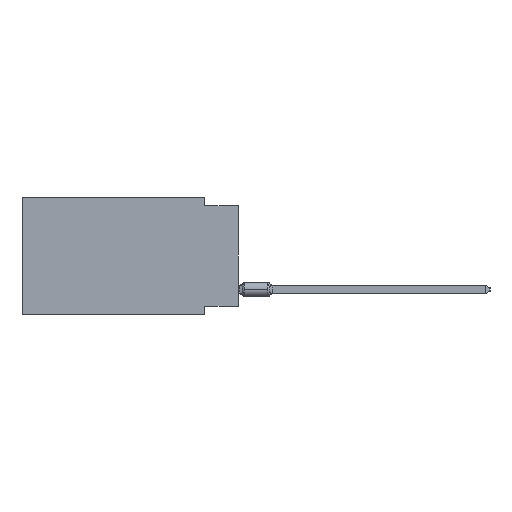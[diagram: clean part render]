
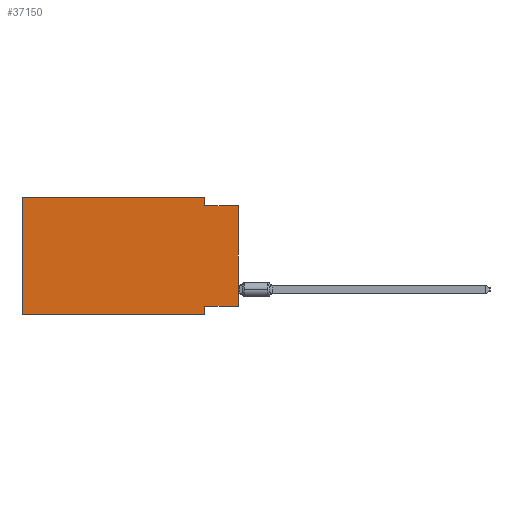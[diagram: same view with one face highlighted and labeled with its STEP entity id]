
A CAD part, left-side view. The second image highlights one B-rep face of the part: STEP entity #37150.
In plain terms, the highlighted planar face has unit normal (-1, 0, 0).
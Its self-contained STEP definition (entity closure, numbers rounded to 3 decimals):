
#1590 = LINE ( 'NONE', #27679, #84148 ) ;
#2421 = LINE ( 'NONE', #61390, #76782 ) ;
#4555 = EDGE_CURVE ( 'NONE', #42143, #47731, #46427, .T. ) ;
#6863 = CARTESIAN_POINT ( 'NONE',  ( 0., 2.54, 0. ) ) ;
#8282 = EDGE_CURVE ( 'NONE', #15419, #42143, #73096, .T. ) ;
#9020 = ORIENTED_EDGE ( 'NONE', *, *, #4555, .F. ) ;
#11307 = ORIENTED_EDGE ( 'NONE', *, *, #52034, .F. ) ;
#12123 = CARTESIAN_POINT ( 'NONE',  ( 0., 0., 0. ) ) ;
#12455 = VERTEX_POINT ( 'NONE', #32496 ) ;
#14116 = VECTOR ( 'NONE', #43100, 1000. ) ;
#14846 = CARTESIAN_POINT ( 'NONE',  ( 0., 2.54, 0. ) ) ;
#15167 = CARTESIAN_POINT ( 'NONE',  ( 0., 16.383, 0. ) ) ;
#15419 = VERTEX_POINT ( 'NONE', #14846 ) ;
#16032 = EDGE_CURVE ( 'NONE', #31133, #12455, #51436, .T. ) ;
#16781 = VECTOR ( 'NONE', #84014, 1000. ) ;
#19513 = ORIENTED_EDGE ( 'NONE', *, *, #8282, .F. ) ;
#22336 = CARTESIAN_POINT ( 'NONE',  ( 0., 16.383, -8.89 ) ) ;
#23941 = ORIENTED_EDGE ( 'NONE', *, *, #34248, .F. ) ;
#24060 = VECTOR ( 'NONE', #45773, 1000. ) ;
#25423 = EDGE_CURVE ( 'NONE', #27746, #56394, #1590, .T. ) ;
#27679 = CARTESIAN_POINT ( 'NONE',  ( 0., 16.383, -8.89 ) ) ;
#27746 = VERTEX_POINT ( 'NONE', #22336 ) ;
#28522 = DIRECTION ( 'NONE',  ( 0., 0., -1. ) ) ;
#29026 = LINE ( 'NONE', #69562, #14116 ) ;
#30375 = ORIENTED_EDGE ( 'NONE', *, *, #25423, .T. ) ;
#30960 = CARTESIAN_POINT ( 'NONE',  ( 0., 0., -8.255 ) ) ;
#31133 = VERTEX_POINT ( 'NONE', #30960 ) ;
#32496 = CARTESIAN_POINT ( 'NONE',  ( 0., 2.54, -8.255 ) ) ;
#32637 = LINE ( 'NONE', #12123, #71577 ) ;
#33061 = DIRECTION ( 'NONE',  ( 0., 0., 1. ) ) ;
#33714 = FACE_OUTER_BOUND ( 'NONE', #49946, .T. ) ;
#34248 = EDGE_CURVE ( 'NONE', #12455, #56394, #2421, .T. ) ;
#36120 = EDGE_CURVE ( 'NONE', #31133, #47731, #32637, .T. ) ;
#37150 = ADVANCED_FACE ( 'NONE', ( #33714 ), #60180, .F. ) ;
#40118 = DIRECTION ( 'NONE',  ( 0., 0., -1. ) ) ;
#42143 = VERTEX_POINT ( 'NONE', #47310 ) ;
#43100 = DIRECTION ( 'NONE',  ( 0., -1., 0. ) ) ;
#44332 = VECTOR ( 'NONE', #62538, 1000. ) ;
#45773 = DIRECTION ( 'NONE',  ( 0., 0., -1. ) ) ;
#45986 = DIRECTION ( 'NONE',  ( 0., 0., 1. ) ) ;
#46427 = LINE ( 'NONE', #72479, #16781 ) ;
#47310 = CARTESIAN_POINT ( 'NONE',  ( 0., 2.54, -0.635 ) ) ;
#47731 = VERTEX_POINT ( 'NONE', #71959 ) ;
#49946 = EDGE_LOOP ( 'NONE', ( #67324, #9020, #19513, #11307, #82690, #30375, #23941, #83616 ) ) ;
#51436 = LINE ( 'NONE', #63394, #44332 ) ;
#52034 = EDGE_CURVE ( 'NONE', #60651, #15419, #29026, .T. ) ;
#53760 = DIRECTION ( 'NONE',  ( 0., -1., 0. ) ) ;
#55116 = AXIS2_PLACEMENT_3D ( 'NONE', #79414, #59331, #40118 ) ;
#56394 = VERTEX_POINT ( 'NONE', #74465 ) ;
#58805 = CARTESIAN_POINT ( 'NONE',  ( 0., 16.383, 0. ) ) ;
#59331 = DIRECTION ( 'NONE',  ( 1., 0., 0. ) ) ;
#59631 = LINE ( 'NONE', #15167, #73695 ) ;
#60180 = PLANE ( 'NONE',  #55116 ) ;
#60651 = VERTEX_POINT ( 'NONE', #58805 ) ;
#61390 = CARTESIAN_POINT ( 'NONE',  ( 0., 2.54, -8.89 ) ) ;
#62538 = DIRECTION ( 'NONE',  ( 0., 1., 0. ) ) ;
#63394 = CARTESIAN_POINT ( 'NONE',  ( 0., 0., -8.255 ) ) ;
#67324 = ORIENTED_EDGE ( 'NONE', *, *, #36120, .T. ) ;
#69562 = CARTESIAN_POINT ( 'NONE',  ( 0., 16.383, 0. ) ) ;
#71577 = VECTOR ( 'NONE', #33061, 1000. ) ;
#71959 = CARTESIAN_POINT ( 'NONE',  ( 0., 0., -0.635 ) ) ;
#72479 = CARTESIAN_POINT ( 'NONE',  ( 0., 0., -0.635 ) ) ;
#73096 = LINE ( 'NONE', #6863, #24060 ) ;
#73695 = VECTOR ( 'NONE', #45986, 1000. ) ;
#74465 = CARTESIAN_POINT ( 'NONE',  ( 0., 2.54, -8.89 ) ) ;
#76729 = EDGE_CURVE ( 'NONE', #27746, #60651, #59631, .T. ) ;
#76782 = VECTOR ( 'NONE', #28522, 1000. ) ;
#79414 = CARTESIAN_POINT ( 'NONE',  ( 0., 16.383, 0. ) ) ;
#82690 = ORIENTED_EDGE ( 'NONE', *, *, #76729, .F. ) ;
#83616 = ORIENTED_EDGE ( 'NONE', *, *, #16032, .F. ) ;
#84014 = DIRECTION ( 'NONE',  ( 0., -1., 0. ) ) ;
#84148 = VECTOR ( 'NONE', #53760, 1000. ) ;
